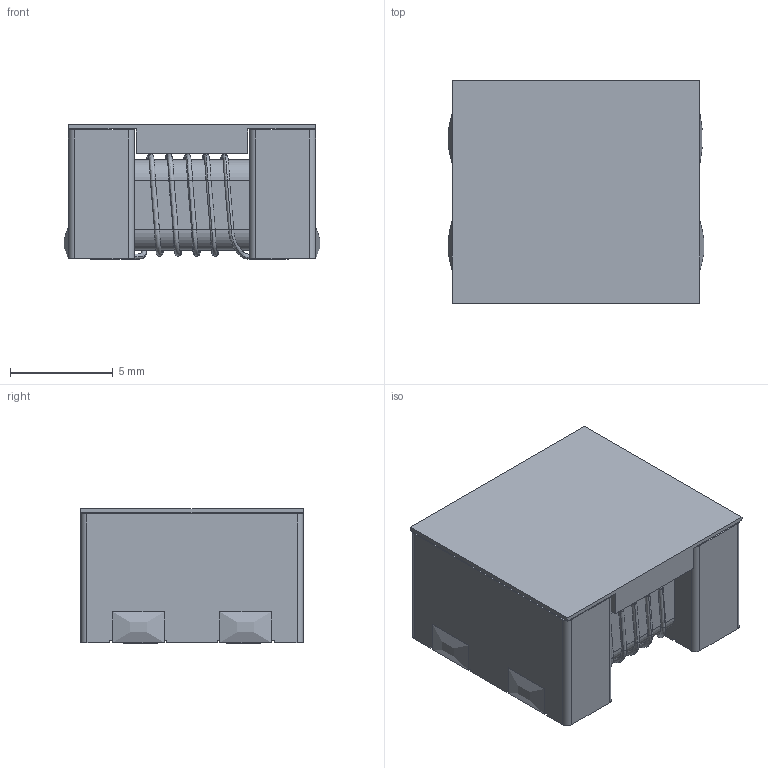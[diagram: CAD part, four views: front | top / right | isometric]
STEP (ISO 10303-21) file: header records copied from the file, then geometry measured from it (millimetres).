
FILE_DESCRIPTION (( 'STEP AP214' ), '1' );
FILE_NAME ('FILTER-SMD_4P-L12.0-W10.8-TL.step', '2022-06-24T03:00:59', ( '' ), ( '' ), 'SwSTEP 2.0', 'SolidWorks 2020', '' );
FILE_SCHEMA (( 'AUTOMOTIVE_DESIGN' ));
Length unit declared in the file: millimetre
Products named in the file (1): FILTER-SMD_4P-L12.0-W10.8-TL
Bounding box: 12.4 x 10.8 x 6.53 mm (x, y, z)
Volume: 658.3 mm3; surface area: 995.9 mm2
Topology: 2 solids, 2 shells, 537 faces, 1374 edges, 865 vertices
Faces by surface type: bspline 272, plane 241, cylinder 24
Entity records: 34067 total; most frequent: CARTESIAN_POINT 16769, ORIENTED_EDGE 2748, DIRECTION 1699, EDGE_CURVE 1374, VERTEX_POINT 865, LINE 769, VECTOR 769, EDGE_LOOP 567
